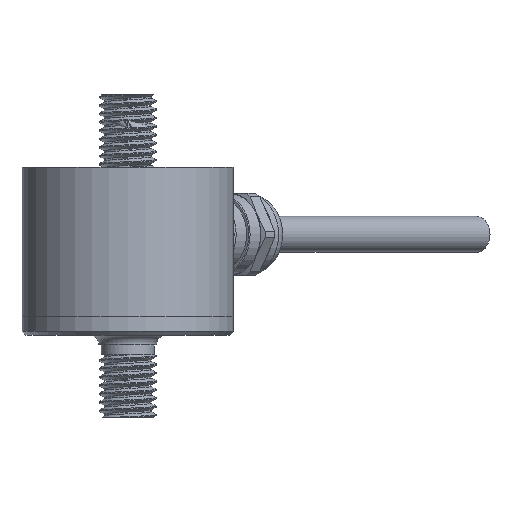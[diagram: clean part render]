
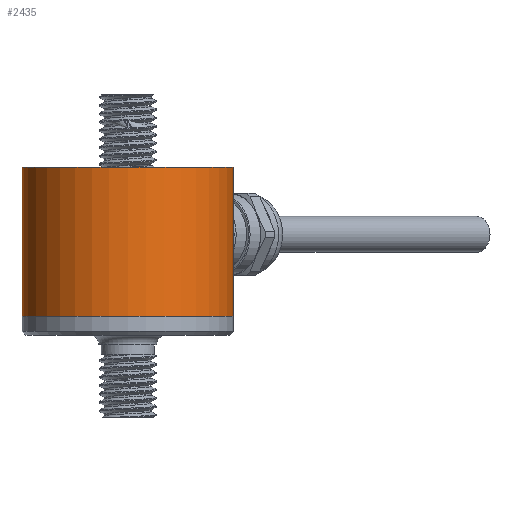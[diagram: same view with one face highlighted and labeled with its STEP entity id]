
A CAD part, left-side view. The second image highlights one B-rep face of the part: STEP entity #2435.
In plain terms, the highlighted cylindrical face has radius 22 mm (diameter 44 mm), a full revolution.
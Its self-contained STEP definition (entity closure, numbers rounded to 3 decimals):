
#118=FACE_BOUND('',#517,.T.);
#177=CIRCLE('',#2617,22.);
#178=CIRCLE('',#2618,22.);
#181=CIRCLE('',#2622,22.);
#182=CIRCLE('',#2623,22.);
#360=FACE_OUTER_BOUND('',#516,.T.);
#516=EDGE_LOOP('',(#1659,#1660,#1661,#1662,#1663,#1664));
#517=EDGE_LOOP('',(#1665,#1666,#1667));
#700=B_SPLINE_CURVE_WITH_KNOTS('',3,(#4962,#4963,#4964,#4965,#4966,#4967,
#4968,#4969,#4970,#4971,#4972,#4973,#4974,#4975,#4976,#4977,#4978,#4979,
#4980),.UNSPECIFIED.,.F.,.F.,(4,2,2,2,3,2,2,2,4),(4.476,4.849,
5.221,5.594,5.968,6.341,6.714,
7.087,7.46),.UNSPECIFIED.);
#701=B_SPLINE_CURVE_WITH_KNOTS('',3,(#4982,#4983,#4984,#4985,#4986,#4987,
#4988,#4989,#4990,#4991),.UNSPECIFIED.,.F.,.F.,(4,2,2,2,4),(1.492,
1.865,2.237,2.611,2.984),
 .UNSPECIFIED.);
#702=B_SPLINE_CURVE_WITH_KNOTS('',3,(#4992,#4993,#4994,#4995,#4996,#4997,
#4998,#4999,#5000,#5001),.UNSPECIFIED.,.F.,.F.,(4,2,2,2,4),(2.984,
3.357,3.73,4.103,4.476),
 .UNSPECIFIED.);
#770=LINE('',#4956,#858);
#858=VECTOR('',#3003,22.);
#968=VERTEX_POINT('',#4946);
#969=VERTEX_POINT('',#4947);
#972=VERTEX_POINT('',#4955);
#973=VERTEX_POINT('',#4957);
#974=VERTEX_POINT('',#4960);
#975=VERTEX_POINT('',#4961);
#976=VERTEX_POINT('',#4981);
#1245=EDGE_CURVE('',#968,#969,#177,.T.);
#1246=EDGE_CURVE('',#969,#968,#178,.T.);
#1249=EDGE_CURVE('',#969,#972,#770,.T.);
#1250=EDGE_CURVE('',#972,#973,#181,.T.);
#1251=EDGE_CURVE('',#973,#972,#182,.T.);
#1252=EDGE_CURVE('',#974,#975,#700,.T.);
#1253=EDGE_CURVE('',#975,#976,#701,.T.);
#1254=EDGE_CURVE('',#976,#974,#702,.T.);
#1659=ORIENTED_EDGE('',*,*,#1245,.F.);
#1660=ORIENTED_EDGE('',*,*,#1246,.F.);
#1661=ORIENTED_EDGE('',*,*,#1249,.T.);
#1662=ORIENTED_EDGE('',*,*,#1250,.T.);
#1663=ORIENTED_EDGE('',*,*,#1251,.T.);
#1664=ORIENTED_EDGE('',*,*,#1249,.F.);
#1665=ORIENTED_EDGE('',*,*,#1252,.T.);
#1666=ORIENTED_EDGE('',*,*,#1253,.T.);
#1667=ORIENTED_EDGE('',*,*,#1254,.T.);
#2360=CYLINDRICAL_SURFACE('',#2621,22.);
#2435=ADVANCED_FACE('',(#360,#118),#2360,.T.);
#2617=AXIS2_PLACEMENT_3D('',#4948,#2993,#2994);
#2618=AXIS2_PLACEMENT_3D('',#4949,#2995,#2996);
#2621=AXIS2_PLACEMENT_3D('',#4954,#3001,#3002);
#2622=AXIS2_PLACEMENT_3D('',#4958,#3004,#3005);
#2623=AXIS2_PLACEMENT_3D('',#4959,#3006,#3007);
#2993=DIRECTION('center_axis',(0.,0.,1.));
#2994=DIRECTION('ref_axis',(1.,0.,0.));
#2995=DIRECTION('center_axis',(0.,0.,1.));
#2996=DIRECTION('ref_axis',(1.,0.,0.));
#3001=DIRECTION('center_axis',(0.,0.,1.));
#3002=DIRECTION('ref_axis',(1.,0.,0.));
#3003=DIRECTION('',(0.,0.,-1.));
#3004=DIRECTION('center_axis',(0.,0.,1.));
#3005=DIRECTION('ref_axis',(1.,0.,0.));
#3006=DIRECTION('center_axis',(0.,0.,1.));
#3007=DIRECTION('ref_axis',(1.,0.,0.));
#4946=CARTESIAN_POINT('',(22.,0.,-15.));
#4947=CARTESIAN_POINT('',(-22.,0.,-15.));
#4948=CARTESIAN_POINT('Origin',(0.,0.,-15.));
#4949=CARTESIAN_POINT('Origin',(0.,0.,-15.));
#4954=CARTESIAN_POINT('Origin',(0.,0.,-30.5));
#4955=CARTESIAN_POINT('',(-22.,0.,-46.));
#4956=CARTESIAN_POINT('',(-22.,0.,-30.5));
#4957=CARTESIAN_POINT('',(22.,0.,-46.));
#4958=CARTESIAN_POINT('Origin',(0.,0.,-46.));
#4959=CARTESIAN_POINT('Origin',(0.,0.,-46.));
#4960=CARTESIAN_POINT('',(16.588,-14.451,-38.75));
#4961=CARTESIAN_POINT('',(16.588,-14.451,-19.25));
#4962=CARTESIAN_POINT('Ctrl Pts',(16.588,-14.451,-38.75));
#4963=CARTESIAN_POINT('Ctrl Pts',(15.772,-15.388,-38.75));
#4964=CARTESIAN_POINT('Ctrl Pts',(14.823,-16.303,-38.498));
#4965=CARTESIAN_POINT('Ctrl Pts',(12.934,-17.838,-37.498));
#4966=CARTESIAN_POINT('Ctrl Pts',(11.999,-18.462,-36.75));
#4967=CARTESIAN_POINT('Ctrl Pts',(10.448,-19.382,-35.037));
#4968=CARTESIAN_POINT('Ctrl Pts',(9.724,-19.742,-33.953));
#4969=CARTESIAN_POINT('Ctrl Pts',(8.73,-20.201,-31.557));
#4970=CARTESIAN_POINT('Ctrl Pts',(8.466,-20.306,-30.244));
#4971=CARTESIAN_POINT('Ctrl Pts',(8.466,-20.306,-29.));
#4972=CARTESIAN_POINT('Ctrl Pts',(8.466,-20.306,-27.756));
#4973=CARTESIAN_POINT('Ctrl Pts',(8.73,-20.201,-26.443));
#4974=CARTESIAN_POINT('Ctrl Pts',(9.724,-19.742,-24.047));
#4975=CARTESIAN_POINT('Ctrl Pts',(10.448,-19.382,-22.963));
#4976=CARTESIAN_POINT('Ctrl Pts',(11.999,-18.462,-21.25));
#4977=CARTESIAN_POINT('Ctrl Pts',(12.934,-17.838,-20.502));
#4978=CARTESIAN_POINT('Ctrl Pts',(14.823,-16.303,-19.502));
#4979=CARTESIAN_POINT('Ctrl Pts',(15.772,-15.388,-19.25));
#4980=CARTESIAN_POINT('Ctrl Pts',(16.588,-14.451,-19.25));
#4981=CARTESIAN_POINT('',(21.275,-5.603,-29.));
#4982=CARTESIAN_POINT('Ctrl Pts',(16.588,-14.451,-19.25));
#4983=CARTESIAN_POINT('Ctrl Pts',(17.404,-13.514,-19.25));
#4984=CARTESIAN_POINT('Ctrl Pts',(18.18,-12.448,-19.502));
#4985=CARTESIAN_POINT('Ctrl Pts',(19.442,-10.367,-20.502));
#4986=CARTESIAN_POINT('Ctrl Pts',(19.932,-9.355,-21.25));
#4987=CARTESIAN_POINT('Ctrl Pts',(20.631,-7.693,-22.963));
#4988=CARTESIAN_POINT('Ctrl Pts',(20.888,-6.927,-24.047));
#4989=CARTESIAN_POINT('Ctrl Pts',(21.207,-5.878,-26.443));
#4990=CARTESIAN_POINT('Ctrl Pts',(21.275,-5.603,-27.756));
#4991=CARTESIAN_POINT('Ctrl Pts',(21.275,-5.603,-29.));
#4992=CARTESIAN_POINT('Ctrl Pts',(21.275,-5.603,-29.));
#4993=CARTESIAN_POINT('Ctrl Pts',(21.275,-5.603,-30.244));
#4994=CARTESIAN_POINT('Ctrl Pts',(21.207,-5.878,-31.557));
#4995=CARTESIAN_POINT('Ctrl Pts',(20.888,-6.927,-33.953));
#4996=CARTESIAN_POINT('Ctrl Pts',(20.631,-7.693,-35.037));
#4997=CARTESIAN_POINT('Ctrl Pts',(19.932,-9.355,-36.75));
#4998=CARTESIAN_POINT('Ctrl Pts',(19.442,-10.367,-37.498));
#4999=CARTESIAN_POINT('Ctrl Pts',(18.18,-12.448,-38.498));
#5000=CARTESIAN_POINT('Ctrl Pts',(17.404,-13.514,-38.75));
#5001=CARTESIAN_POINT('Ctrl Pts',(16.588,-14.451,-38.75));
